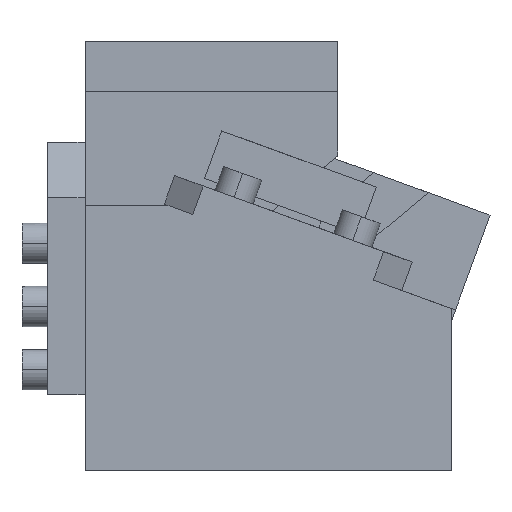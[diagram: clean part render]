
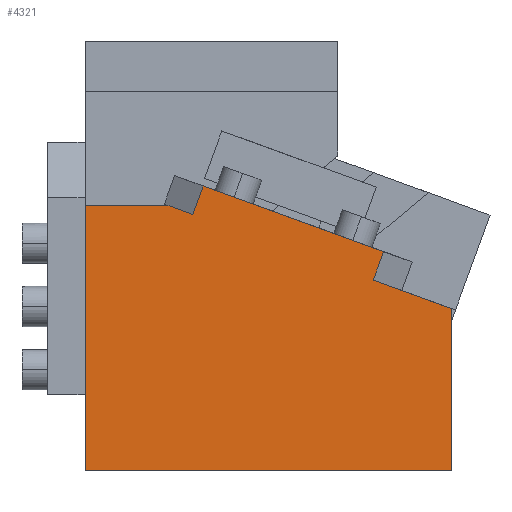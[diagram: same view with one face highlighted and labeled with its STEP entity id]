
A CAD part, front view. The second image highlights one B-rep face of the part: STEP entity #4321.
In plain terms, the highlighted planar face has unit normal (0, -1, 0).
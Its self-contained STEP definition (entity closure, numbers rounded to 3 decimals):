
#2241=CARTESIAN_POINT('Vertex',(0.,0.,0.)) ;
#2244=CARTESIAN_POINT('Line Origine',(0.,0.,52.5)) ;
#2248=CARTESIAN_POINT('Vertex',(0.,0.,105.)) ;
#3288=CARTESIAN_POINT('Line Origine',(16.382,0.,105.)) ;
#3292=CARTESIAN_POINT('Vertex',(32.765,0.,105.)) ;
#3574=CARTESIAN_POINT('Line Origine',(37.669,0.,103.215)) ;
#3578=CARTESIAN_POINT('Vertex',(42.574,0.,101.43)) ;
#3608=CARTESIAN_POINT('Line Origine',(44.626,0.,107.068)) ;
#3612=CARTESIAN_POINT('Vertex',(46.678,0.,112.706)) ;
#3652=CARTESIAN_POINT('Vertex',(118.094,0.,86.713)) ;
#3655=CARTESIAN_POINT('Line Origine',(116.042,0.,81.074)) ;
#3659=CARTESIAN_POINT('Vertex',(113.99,0.,75.436)) ;
#3886=CARTESIAN_POINT('Line Origine',(82.386,0.,99.709)) ;
#4273=CARTESIAN_POINT('Vertex',(145.,0.,64.15)) ;
#4276=CARTESIAN_POINT('Line Origine',(129.495,0.,69.793)) ;
#4293=CARTESIAN_POINT('Axis2P3D Location',(0.,0.,0.)) ;
#4298=CARTESIAN_POINT('Line Origine',(145.,0.,32.075)) ;
#4302=CARTESIAN_POINT('Vertex',(145.,0.,0.)) ;
#4305=CARTESIAN_POINT('Line Origine',(72.5,0.,0.)) ;
#2245=DIRECTION('Vector Direction',(0.,0.,-1.)) ;
#3289=DIRECTION('Vector Direction',(1.,0.,0.)) ;
#3575=DIRECTION('Vector Direction',(-0.94,0.,0.342)) ;
#3609=DIRECTION('Vector Direction',(0.342,0.,0.94)) ;
#3656=DIRECTION('Vector Direction',(-0.342,0.,-0.94)) ;
#3887=DIRECTION('Vector Direction',(-0.94,0.,0.342)) ;
#4277=DIRECTION('Vector Direction',(0.94,0.,-0.342)) ;
#4294=DIRECTION('Axis2P3D Direction',(0.,-1.,0.)) ;
#4295=DIRECTION('Axis2P3D XDirection',(1.,0.,0.)) ;
#4299=DIRECTION('Vector Direction',(0.,0.,-1.)) ;
#4306=DIRECTION('Vector Direction',(-1.,0.,0.)) ;
#4296=AXIS2_PLACEMENT_3D('Plane Axis2P3D',#4293,#4294,#4295) ;
#4311=ORIENTED_EDGE('',*,*,#4304,.F.) ;
#4312=ORIENTED_EDGE('',*,*,#4280,.F.) ;
#4313=ORIENTED_EDGE('',*,*,#3661,.F.) ;
#4314=ORIENTED_EDGE('',*,*,#3890,.T.) ;
#4315=ORIENTED_EDGE('',*,*,#3614,.F.) ;
#4316=ORIENTED_EDGE('',*,*,#3580,.T.) ;
#4317=ORIENTED_EDGE('',*,*,#3294,.F.) ;
#4318=ORIENTED_EDGE('',*,*,#2250,.T.) ;
#4319=ORIENTED_EDGE('',*,*,#4309,.F.) ;
#2246=VECTOR('Line Direction',#2245,1.) ;
#3290=VECTOR('Line Direction',#3289,1.) ;
#3576=VECTOR('Line Direction',#3575,1.) ;
#3610=VECTOR('Line Direction',#3609,1.) ;
#3657=VECTOR('Line Direction',#3656,1.) ;
#3888=VECTOR('Line Direction',#3887,1.) ;
#4278=VECTOR('Line Direction',#4277,1.) ;
#4300=VECTOR('Line Direction',#4299,1.) ;
#4307=VECTOR('Line Direction',#4306,1.) ;
#4321=ADVANCED_FACE('CAM HOLDER',(#4320),#4297,.T.) ;
#2250=EDGE_CURVE('',#2249,#2242,#2247,.T.) ;
#3294=EDGE_CURVE('',#2249,#3293,#3291,.T.) ;
#3580=EDGE_CURVE('',#3579,#3293,#3577,.T.) ;
#3614=EDGE_CURVE('',#3579,#3613,#3611,.T.) ;
#3661=EDGE_CURVE('',#3653,#3660,#3658,.T.) ;
#3890=EDGE_CURVE('',#3653,#3613,#3889,.T.) ;
#4280=EDGE_CURVE('',#3660,#4274,#4279,.T.) ;
#4304=EDGE_CURVE('',#4274,#4303,#4301,.T.) ;
#4309=EDGE_CURVE('',#4303,#2242,#4308,.T.) ;
#4310=EDGE_LOOP('',(#4311,#4312,#4313,#4314,#4315,#4316,#4317,#4318,#4319)) ;
#4320=FACE_OUTER_BOUND('',#4310,.T.) ;
#2247=LINE('Line',#2244,#2246) ;
#3291=LINE('Line',#3288,#3290) ;
#3577=LINE('Line',#3574,#3576) ;
#3611=LINE('Line',#3608,#3610) ;
#3658=LINE('Line',#3655,#3657) ;
#3889=LINE('Line',#3886,#3888) ;
#4279=LINE('Line',#4276,#4278) ;
#4301=LINE('Line',#4298,#4300) ;
#4308=LINE('Line',#4305,#4307) ;
#4297=PLANE('Plane',#4296) ;
#2242=VERTEX_POINT('',#2241) ;
#2249=VERTEX_POINT('',#2248) ;
#3293=VERTEX_POINT('',#3292) ;
#3579=VERTEX_POINT('',#3578) ;
#3613=VERTEX_POINT('',#3612) ;
#3653=VERTEX_POINT('',#3652) ;
#3660=VERTEX_POINT('',#3659) ;
#4274=VERTEX_POINT('',#4273) ;
#4303=VERTEX_POINT('',#4302) ;
